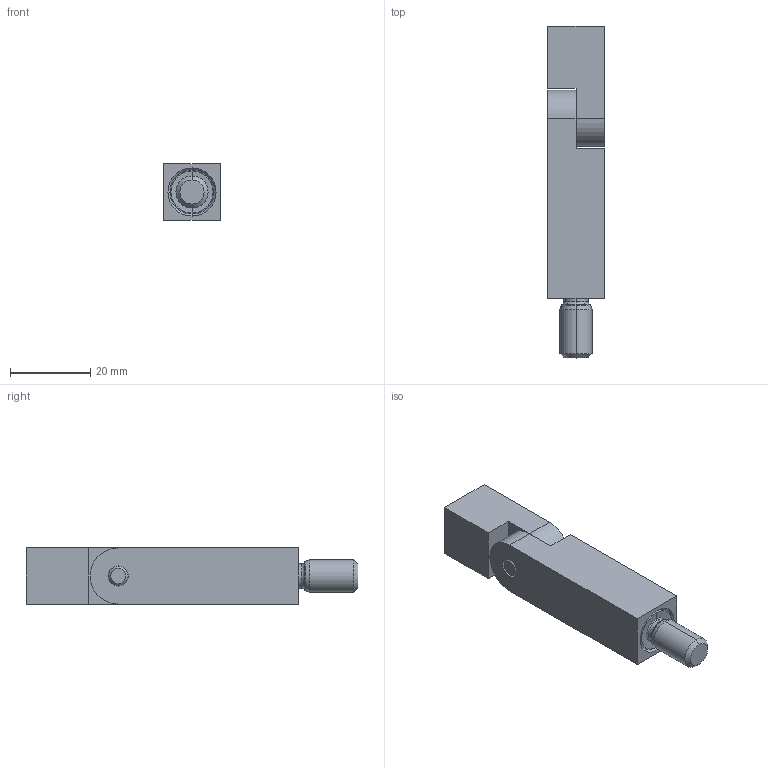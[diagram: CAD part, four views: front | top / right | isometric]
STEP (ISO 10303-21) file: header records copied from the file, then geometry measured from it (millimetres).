
FILE_DESCRIPTION (( 'STEP AP203' ), '1' );
FILE_NAME ('60226-240-V.STEP', '2018-10-01T07:47:39', ( '' ), ( '' ), 'SwSTEP 2.0', 'SolidWorks 2015', '' );
FILE_SCHEMA (( 'CONFIG_CONTROL_DESIGN' ));
Length unit declared in the file: millimetre
Products named in the file (6): 60226-240-V Teil2_60226-240-V Teil2; 60226-240-V Teil1_60226-240-V Teil1; ISO 7380 M6x8_ISO 7380 M6x10; 60226-240-V Teil3_60226-240-V Teil3; DIN914_DIN 914 M5x4; 60226-240-V
Assembly tree (5 placements, depth 2):
  60226-240-V
    60226-240-V Teil1_60226-240-V Teil1
    60226-240-V Teil2_60226-240-V Teil2
    60226-240-V Teil3_60226-240-V Teil3
    ISO 7380 M6x8_ISO 7380 M6x10
    DIN914_DIN 914 M5x4
Bounding box: 14 x 82.8 x 14 mm (x, y, z)
Volume: 13188.9 mm3; surface area: 7405.7 mm2
Topology: 5 solids, 5 shells, 374 faces, 929 edges, 594 vertices
Faces by surface type: plane 183, bspline 102, cone 45, cylinder 34, torus 8, sphere 2
Entity records: 17437 total; most frequent: CARTESIAN_POINT 8566, ORIENTED_EDGE 1842, DIRECTION 1399, EDGE_CURVE 921, VERTEX_POINT 594, VECTOR 577, LINE 577, EDGE_LOOP 417
